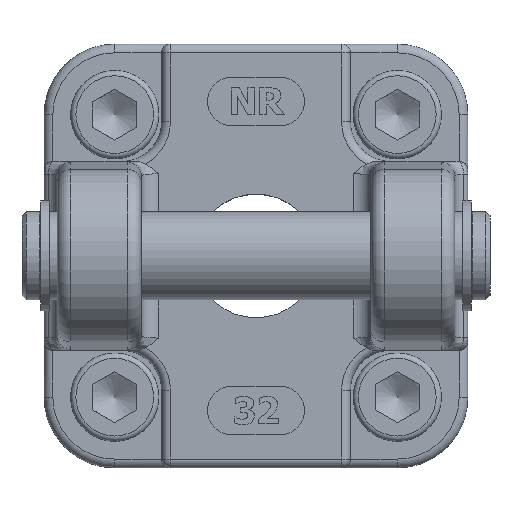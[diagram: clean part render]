
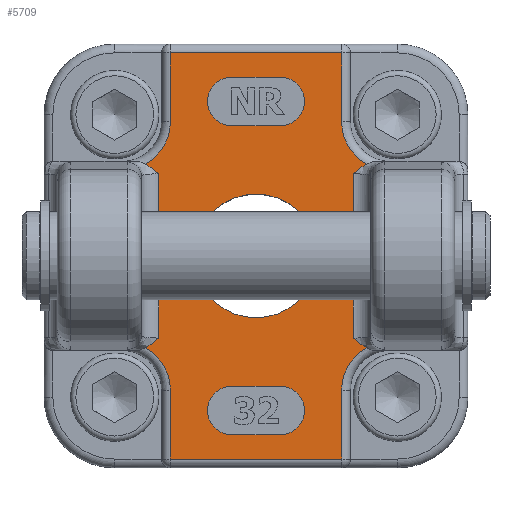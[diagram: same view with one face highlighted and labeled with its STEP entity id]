
A CAD part, top view. The second image highlights one B-rep face of the part: STEP entity #5709.
In plain terms, the highlighted planar face has unit normal (0, 0, 1).
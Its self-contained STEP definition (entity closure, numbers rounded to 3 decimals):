
#186=FACE_BOUND('',#866,.T.);
#187=FACE_BOUND('',#867,.T.);
#188=FACE_BOUND('',#868,.T.);
#279=PLANE('',#6162);
#529=FACE_OUTER_BOUND('',#865,.T.);
#865=EDGE_LOOP('',(#4564,#4565,#4566,#4567,#4568,#4569,#4570,#4571,#4572,
#4573,#4574,#4575,#4576,#4577,#4578,#4579));
#866=EDGE_LOOP('',(#4580,#4581,#4582,#4583));
#867=EDGE_LOOP('',(#4584,#4585,#4586,#4587));
#868=EDGE_LOOP('',(#4588,#4589));
#1088=B_SPLINE_CURVE_WITH_KNOTS('',3,(#10018,#10019,#10020,#10021,#10022,
#10023),.UNSPECIFIED.,.F.,.F.,(4,2,4),(0.104,0.239,
0.24),.UNSPECIFIED.);
#1089=B_SPLINE_CURVE_WITH_KNOTS('',3,(#10026,#10027,#10028,#10029,#10030,
#10031),.UNSPECIFIED.,.F.,.F.,(4,2,4),(-0.001,0.,0.179),
 .UNSPECIFIED.);
#1090=B_SPLINE_CURVE_WITH_KNOTS('',3,(#10033,#10034,#10035,#10036,#10037,
#10038),.UNSPECIFIED.,.F.,.F.,(4,2,4),(0.104,0.239,
0.24),.UNSPECIFIED.);
#1091=B_SPLINE_CURVE_WITH_KNOTS('',3,(#10041,#10042,#10043,#10044,#10045,
#10046),.UNSPECIFIED.,.F.,.F.,(4,2,4),(-0.001,0.,0.179),
 .UNSPECIFIED.);
#1322=LINE('',#9246,#1727);
#1326=LINE('',#9255,#1731);
#1330=LINE('',#9271,#1735);
#1334=LINE('',#9282,#1739);
#1374=LINE('',#9459,#1779);
#1376=LINE('',#9487,#1781);
#1378=LINE('',#9509,#1783);
#1391=LINE('',#9703,#1796);
#1393=LINE('',#9724,#1798);
#1395=LINE('',#9748,#1800);
#1409=LINE('',#10025,#1814);
#1410=LINE('',#10040,#1815);
#1727=VECTOR('',#6910,10.);
#1731=VECTOR('',#6920,10.);
#1735=VECTOR('',#6938,10.);
#1739=VECTOR('',#6950,10.);
#1779=VECTOR('',#7118,10.);
#1781=VECTOR('',#7136,10.);
#1783=VECTOR('',#7148,10.);
#1796=VECTOR('',#7207,10.);
#1798=VECTOR('',#7217,10.);
#1800=VECTOR('',#7233,10.);
#1814=VECTOR('',#7329,10.);
#1815=VECTOR('',#7330,10.);
#1982=CIRCLE('',#5998,2.75);
#1983=CIRCLE('',#6001,2.75);
#1984=CIRCLE('',#6004,2.75);
#1986=CIRCLE('',#6008,2.75);
#1988=CIRCLE('',#6013,7.);
#1989=CIRCLE('',#6014,7.);
#2027=CIRCLE('',#6076,5.5);
#2034=CIRCLE('',#6086,5.5);
#2044=CIRCLE('',#6112,5.5);
#2048=CIRCLE('',#6120,5.5);
#2415=VERTEX_POINT('',#9244);
#2416=VERTEX_POINT('',#9245);
#2417=VERTEX_POINT('',#9250);
#2418=VERTEX_POINT('',#9254);
#2419=VERTEX_POINT('',#9261);
#2420=VERTEX_POINT('',#9262);
#2423=VERTEX_POINT('',#9270);
#2425=VERTEX_POINT('',#9276);
#2427=VERTEX_POINT('',#9286);
#2428=VERTEX_POINT('',#9287);
#2487=VERTEX_POINT('',#9452);
#2489=VERTEX_POINT('',#9457);
#2490=VERTEX_POINT('',#9462);
#2495=VERTEX_POINT('',#9483);
#2499=VERTEX_POINT('',#9498);
#2500=VERTEX_POINT('',#9500);
#2518=VERTEX_POINT('',#9690);
#2520=VERTEX_POINT('',#9696);
#2522=VERTEX_POINT('',#9701);
#2523=VERTEX_POINT('',#9706);
#2529=VERTEX_POINT('',#9737);
#2530=VERTEX_POINT('',#9739);
#2544=VERTEX_POINT('',#10017);
#2545=VERTEX_POINT('',#10024);
#2546=VERTEX_POINT('',#10032);
#2547=VERTEX_POINT('',#10039);
#3060=EDGE_CURVE('',#2415,#2416,#1322,.T.);
#3063=EDGE_CURVE('',#2417,#2415,#1982,.T.);
#3065=EDGE_CURVE('',#2418,#2417,#1326,.T.);
#3067=EDGE_CURVE('',#2416,#2418,#1983,.T.);
#3068=EDGE_CURVE('',#2419,#2420,#1984,.T.);
#3072=EDGE_CURVE('',#2423,#2419,#1330,.T.);
#3075=EDGE_CURVE('',#2425,#2423,#1986,.T.);
#3078=EDGE_CURVE('',#2420,#2425,#1334,.T.);
#3080=EDGE_CURVE('',#2427,#2428,#1988,.T.);
#3081=EDGE_CURVE('',#2428,#2427,#1989,.T.);
#3159=EDGE_CURVE('',#2489,#2487,#1374,.T.);
#3162=EDGE_CURVE('',#2490,#2489,#2027,.T.);
#3168=EDGE_CURVE('',#2487,#2495,#1376,.T.);
#3173=EDGE_CURVE('',#2499,#2500,#2034,.T.);
#3175=EDGE_CURVE('',#2495,#2499,#1378,.T.);
#3212=EDGE_CURVE('',#2522,#2520,#1391,.T.);
#3215=EDGE_CURVE('',#2523,#2522,#2044,.T.);
#3218=EDGE_CURVE('',#2520,#2518,#1393,.T.);
#3224=EDGE_CURVE('',#2529,#2530,#2048,.T.);
#3226=EDGE_CURVE('',#2518,#2529,#1395,.T.);
#3268=EDGE_CURVE('',#2544,#2490,#1088,.F.);
#3269=EDGE_CURVE('',#2545,#2544,#1409,.T.);
#3270=EDGE_CURVE('',#2530,#2545,#1089,.F.);
#3271=EDGE_CURVE('',#2546,#2523,#1090,.F.);
#3272=EDGE_CURVE('',#2547,#2546,#1410,.T.);
#3273=EDGE_CURVE('',#2500,#2547,#1091,.F.);
#4564=ORIENTED_EDGE('',*,*,#3173,.F.);
#4565=ORIENTED_EDGE('',*,*,#3175,.F.);
#4566=ORIENTED_EDGE('',*,*,#3168,.F.);
#4567=ORIENTED_EDGE('',*,*,#3159,.F.);
#4568=ORIENTED_EDGE('',*,*,#3162,.F.);
#4569=ORIENTED_EDGE('',*,*,#3268,.F.);
#4570=ORIENTED_EDGE('',*,*,#3269,.F.);
#4571=ORIENTED_EDGE('',*,*,#3270,.F.);
#4572=ORIENTED_EDGE('',*,*,#3224,.F.);
#4573=ORIENTED_EDGE('',*,*,#3226,.F.);
#4574=ORIENTED_EDGE('',*,*,#3218,.F.);
#4575=ORIENTED_EDGE('',*,*,#3212,.F.);
#4576=ORIENTED_EDGE('',*,*,#3215,.F.);
#4577=ORIENTED_EDGE('',*,*,#3271,.F.);
#4578=ORIENTED_EDGE('',*,*,#3272,.F.);
#4579=ORIENTED_EDGE('',*,*,#3273,.F.);
#4580=ORIENTED_EDGE('',*,*,#3060,.T.);
#4581=ORIENTED_EDGE('',*,*,#3067,.T.);
#4582=ORIENTED_EDGE('',*,*,#3065,.T.);
#4583=ORIENTED_EDGE('',*,*,#3063,.T.);
#4584=ORIENTED_EDGE('',*,*,#3068,.T.);
#4585=ORIENTED_EDGE('',*,*,#3078,.T.);
#4586=ORIENTED_EDGE('',*,*,#3075,.T.);
#4587=ORIENTED_EDGE('',*,*,#3072,.T.);
#4588=ORIENTED_EDGE('',*,*,#3080,.T.);
#4589=ORIENTED_EDGE('',*,*,#3081,.T.);
#5709=ADVANCED_FACE('',(#529,#186,#187,#188),#279,.T.);
#5998=AXIS2_PLACEMENT_3D('',#9251,#6915,#6916);
#6001=AXIS2_PLACEMENT_3D('',#9258,#6924,#6925);
#6004=AXIS2_PLACEMENT_3D('',#9263,#6930,#6931);
#6008=AXIS2_PLACEMENT_3D('',#9277,#6943,#6944);
#6013=AXIS2_PLACEMENT_3D('',#9288,#6956,#6957);
#6014=AXIS2_PLACEMENT_3D('',#9289,#6958,#6959);
#6076=AXIS2_PLACEMENT_3D('',#9472,#7122,#7123);
#6086=AXIS2_PLACEMENT_3D('',#9501,#7144,#7145);
#6112=AXIS2_PLACEMENT_3D('',#9716,#7211,#7212);
#6120=AXIS2_PLACEMENT_3D('',#9740,#7229,#7230);
#6162=AXIS2_PLACEMENT_3D('',#10016,#7327,#7328);
#6910=DIRECTION('',(1.,0.,0.));
#6915=DIRECTION('center_axis',(0.,0.,-1.));
#6916=DIRECTION('ref_axis',(0.,1.,0.));
#6920=DIRECTION('',(-1.,0.,0.));
#6924=DIRECTION('center_axis',(0.,0.,-1.));
#6925=DIRECTION('ref_axis',(0.,-1.,0.));
#6930=DIRECTION('center_axis',(0.,0.,-1.));
#6931=DIRECTION('ref_axis',(0.,-1.,0.));
#6938=DIRECTION('',(1.,0.,0.));
#6943=DIRECTION('center_axis',(0.,0.,-1.));
#6944=DIRECTION('ref_axis',(0.,1.,0.));
#6950=DIRECTION('',(-1.,0.,0.));
#6956=DIRECTION('center_axis',(0.,0.,-1.));
#6957=DIRECTION('ref_axis',(1.,0.,0.));
#6958=DIRECTION('center_axis',(0.,0.,-1.));
#6959=DIRECTION('ref_axis',(1.,0.,0.));
#7118=DIRECTION('',(0.,1.,0.));
#7122=DIRECTION('center_axis',(0.,0.,1.));
#7123=DIRECTION('ref_axis',(0.707,-0.707,0.));
#7136=DIRECTION('',(1.,0.,0.));
#7144=DIRECTION('center_axis',(0.,0.,1.));
#7145=DIRECTION('ref_axis',(-0.707,-0.707,0.));
#7148=DIRECTION('',(0.,-1.,0.));
#7207=DIRECTION('',(0.,-1.,0.));
#7211=DIRECTION('center_axis',(0.,0.,1.));
#7212=DIRECTION('ref_axis',(-0.707,0.707,0.));
#7217=DIRECTION('',(-1.,0.,0.));
#7229=DIRECTION('center_axis',(0.,0.,1.));
#7230=DIRECTION('ref_axis',(0.707,0.707,0.));
#7233=DIRECTION('',(0.,1.,0.));
#7327=DIRECTION('center_axis',(0.,0.,1.));
#7328=DIRECTION('ref_axis',(1.,0.,0.));
#7329=DIRECTION('',(0.,1.,0.));
#7330=DIRECTION('',(0.,-1.,0.));
#9244=CARTESIAN_POINT('',(-2.75,20.25,9.));
#9245=CARTESIAN_POINT('',(2.75,20.25,9.));
#9246=CARTESIAN_POINT('',(-1.375,20.25,9.));
#9250=CARTESIAN_POINT('',(-2.75,14.75,9.));
#9251=CARTESIAN_POINT('Origin',(-2.75,17.5,9.));
#9254=CARTESIAN_POINT('',(2.75,14.75,9.));
#9255=CARTESIAN_POINT('',(1.375,14.75,9.));
#9258=CARTESIAN_POINT('Origin',(2.75,17.5,9.));
#9261=CARTESIAN_POINT('',(2.75,-14.75,9.));
#9262=CARTESIAN_POINT('',(2.75,-20.25,9.));
#9263=CARTESIAN_POINT('Origin',(2.75,-17.5,9.));
#9270=CARTESIAN_POINT('',(-2.75,-14.75,9.));
#9271=CARTESIAN_POINT('',(-1.375,-14.75,9.));
#9276=CARTESIAN_POINT('',(-2.75,-20.25,9.));
#9277=CARTESIAN_POINT('Origin',(-2.75,-17.5,9.));
#9282=CARTESIAN_POINT('',(1.375,-20.25,9.));
#9286=CARTESIAN_POINT('',(7.,0.,9.));
#9287=CARTESIAN_POINT('',(-7.,0.,9.));
#9288=CARTESIAN_POINT('Origin',(0.,0.,9.));
#9289=CARTESIAN_POINT('Origin',(0.,0.,9.));
#9452=CARTESIAN_POINT('',(-9.7,23.,9.));
#9457=CARTESIAN_POINT('',(-9.7,15.2,9.));
#9459=CARTESIAN_POINT('',(-9.7,12.,9.));
#9462=CARTESIAN_POINT('',(-12.536,10.388,9.));
#9472=CARTESIAN_POINT('Origin',(-15.2,15.2,9.));
#9483=CARTESIAN_POINT('',(9.7,23.,9.));
#9487=CARTESIAN_POINT('',(8.,23.,9.));
#9498=CARTESIAN_POINT('',(9.7,15.2,9.));
#9500=CARTESIAN_POINT('',(12.536,10.388,9.));
#9501=CARTESIAN_POINT('Origin',(15.2,15.2,9.));
#9509=CARTESIAN_POINT('',(9.7,7.6,9.));
#9690=CARTESIAN_POINT('',(-9.7,-23.,9.));
#9696=CARTESIAN_POINT('',(9.7,-23.,9.));
#9701=CARTESIAN_POINT('',(9.7,-15.2,9.));
#9703=CARTESIAN_POINT('',(9.7,-12.,9.));
#9706=CARTESIAN_POINT('',(12.536,-10.388,9.));
#9716=CARTESIAN_POINT('Origin',(15.2,-15.2,9.));
#9724=CARTESIAN_POINT('',(-8.,-23.,9.));
#9737=CARTESIAN_POINT('',(-9.7,-15.2,9.));
#9739=CARTESIAN_POINT('',(-12.536,-10.388,9.));
#9740=CARTESIAN_POINT('Origin',(-15.2,-15.2,9.));
#9748=CARTESIAN_POINT('',(-9.7,-7.6,9.));
#10016=CARTESIAN_POINT('Origin',(0.,0.,9.));
#10017=CARTESIAN_POINT('',(-11.,9.299,9.));
#10018=CARTESIAN_POINT('Ctrl Pts',(-12.536,10.388,9.));
#10019=CARTESIAN_POINT('Ctrl Pts',(-11.96,10.112,9.));
#10020=CARTESIAN_POINT('Ctrl Pts',(-11.458,9.695,9.));
#10021=CARTESIAN_POINT('Ctrl Pts',(-11.004,9.303,9.));
#10022=CARTESIAN_POINT('Ctrl Pts',(-11.002,9.301,9.));
#10023=CARTESIAN_POINT('Ctrl Pts',(-11.,9.299,9.));
#10024=CARTESIAN_POINT('',(-11.,-9.299,9.));
#10025=CARTESIAN_POINT('',(-11.,-12.,9.));
#10026=CARTESIAN_POINT('Ctrl Pts',(-11.,-9.299,9.));
#10027=CARTESIAN_POINT('Ctrl Pts',(-11.002,-9.301,
9.));
#10028=CARTESIAN_POINT('Ctrl Pts',(-11.004,-9.303,
9.));
#10029=CARTESIAN_POINT('Ctrl Pts',(-11.458,-9.695,9.));
#10030=CARTESIAN_POINT('Ctrl Pts',(-11.96,-10.112,
9.));
#10031=CARTESIAN_POINT('Ctrl Pts',(-12.536,-10.388,
9.));
#10032=CARTESIAN_POINT('',(11.,-9.299,9.));
#10033=CARTESIAN_POINT('Ctrl Pts',(12.536,-10.388,9.));
#10034=CARTESIAN_POINT('Ctrl Pts',(11.96,-10.112,9.));
#10035=CARTESIAN_POINT('Ctrl Pts',(11.458,-9.695,9.));
#10036=CARTESIAN_POINT('Ctrl Pts',(11.004,-9.303,9.));
#10037=CARTESIAN_POINT('Ctrl Pts',(11.002,-9.301,9.));
#10038=CARTESIAN_POINT('Ctrl Pts',(11.,-9.299,9.));
#10039=CARTESIAN_POINT('',(11.,9.299,9.));
#10040=CARTESIAN_POINT('',(11.,-12.,9.));
#10041=CARTESIAN_POINT('Ctrl Pts',(11.,9.299,9.));
#10042=CARTESIAN_POINT('Ctrl Pts',(11.002,9.301,9.));
#10043=CARTESIAN_POINT('Ctrl Pts',(11.004,9.303,9.));
#10044=CARTESIAN_POINT('Ctrl Pts',(11.458,9.695,9.));
#10045=CARTESIAN_POINT('Ctrl Pts',(11.96,10.112,9.));
#10046=CARTESIAN_POINT('Ctrl Pts',(12.536,10.388,9.));
